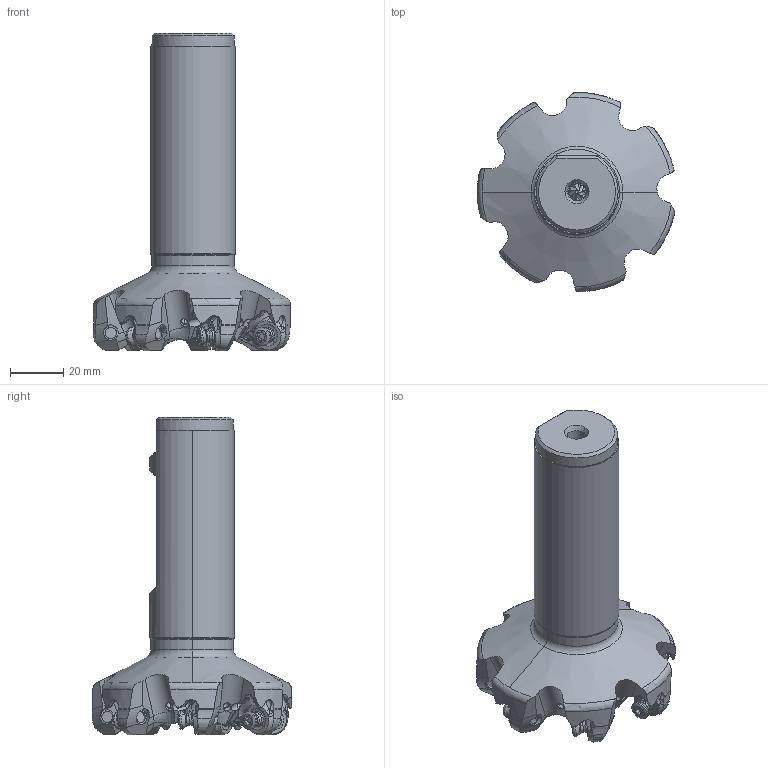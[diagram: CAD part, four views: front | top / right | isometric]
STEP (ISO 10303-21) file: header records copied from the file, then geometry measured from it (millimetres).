
FILE_DESCRIPTION(/* description */ (''),/* implementation_level */ '2;1');
FILE_NAME(/* name */ 'WWX400UR4807FA20M.stp',/* time_stamp */ '2020-04-21T17:34:09+09:00',/* author */ (''),/* organization */ (''),/* preprocessor_version */ 'ST-DEVELOPER v16',/* originating_system */ 'SIEMENS PLM Software NX 10.0',/* authorisation */ '');
FILE_SCHEMA (('AUTOMOTIVE_DESIGN { 1 0 10303 214 3 1 1 1 }'));
Length unit declared in the file: millimetre
Products named in the file (1): WWX400UR4807FA20M_ASM
Bounding box: 73.73 x 74.53 x 118.86 mm (x, y, z)
Volume: 133178.3 mm3; surface area: 28470.9 mm2
Topology: 8 solids, 8 shells, 898 faces, 2594 edges, 1672 vertices
Faces by surface type: cylinder 338, plane 205, bspline 112, sphere 98, cone 57, torus 53, extrusion 35
Entity records: 65836 total; most frequent: CARTESIAN_POINT 43960, ORIENTED_EDGE 5068, DIRECTION 3878, EDGE_CURVE 2534, VERTEX_POINT 1662, AXIS2_PLACEMENT_3D 1645, B_SPLINE_CURVE_WITH_KNOTS 1156, EDGE_LOOP 936
